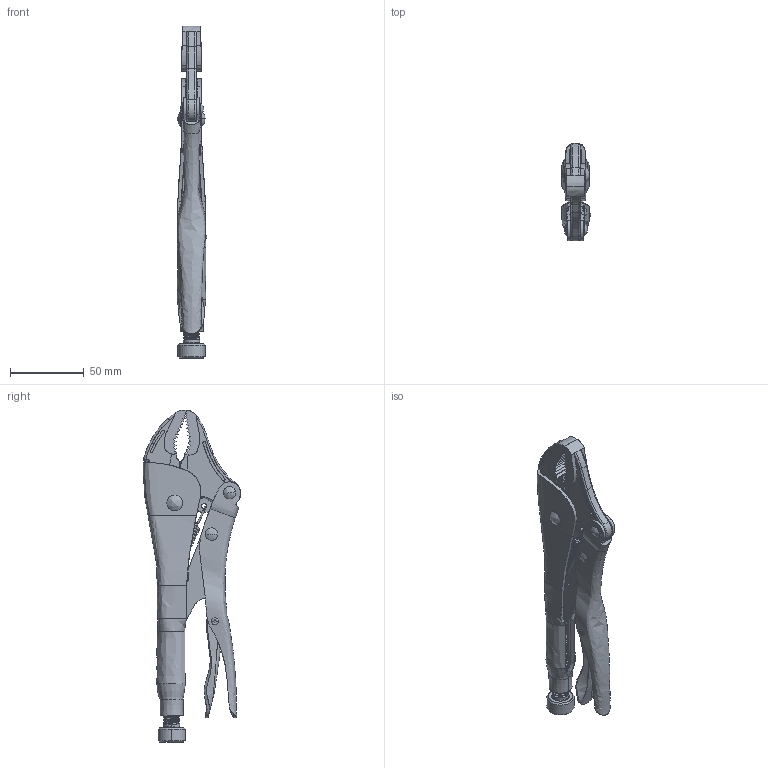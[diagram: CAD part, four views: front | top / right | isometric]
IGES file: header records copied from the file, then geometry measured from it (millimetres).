
Start section: SolidWorks IGES file using analytic representation for surfaces
Bounding box: 20.03 x 66.11 x 224.75 mm (x, y, z)
Surface area: 52335.6 mm2 (no closed solid volume)
Topology: 0 solids, 0 shells, 571 faces, 11628 edges, 11621 vertices
Faces by surface type: bspline 326, revolution 245
